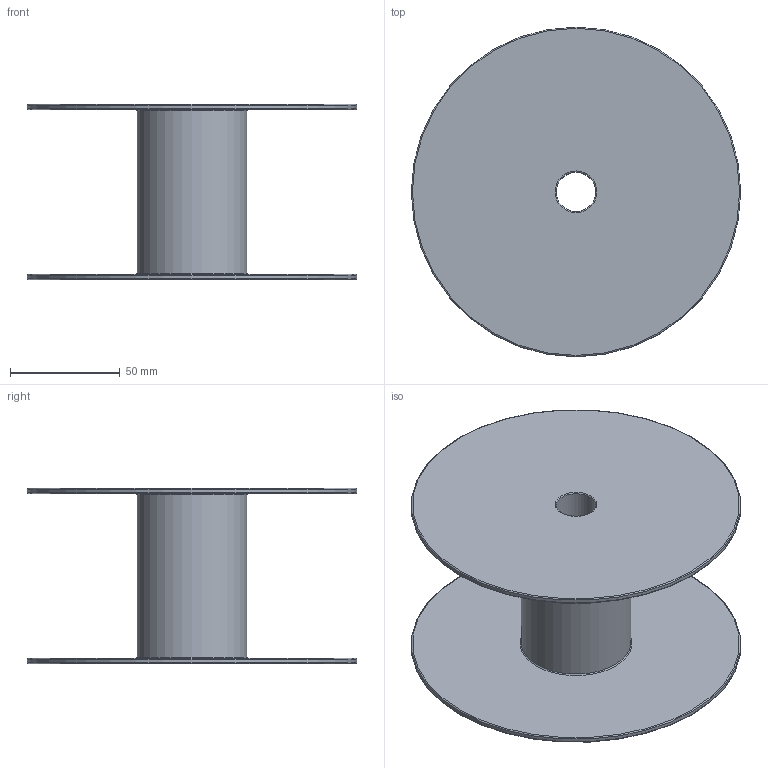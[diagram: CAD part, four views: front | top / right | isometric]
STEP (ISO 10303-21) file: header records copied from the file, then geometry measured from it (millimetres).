
FILE_DESCRIPTION(('HOOPS Exchange Step'),'2;1');
FILE_NAME('export-1FC21612-1567-4710-938D-0B5BDEB7C4D7.stp','2025-02-18T15:00:15+01:00',('Engineering'),('Alibre'),'HOOPS Exchange 2024.3','Alibre','Unknown authorisation');
FILE_SCHEMA( ('AP242_MANAGED_MODEL_BASED_3D_ENGINEERING_MIM_LF {1 0 10303 442 1 1 4 }') );
Length unit declared in the file: millimetre
Products named in the file (1): LAPP Wire spool DI=18mm DE=150mm W=80mm
Bounding box: 150 x 150 x 80 mm (x, y, z)
Volume: 215171.7 mm3; surface area: 84414.8 mm2
Topology: 1 solids, 1 shells, 16 faces, 41 edges, 29 vertices
Faces by surface type: torus 8, cylinder 4, plane 4
Full cylindrical faces by diameter (mm): 18 x1, 50 x1, 150 x2
Entity records: 556 total; most frequent: DIRECTION 114, CARTESIAN_POINT 88, ORIENTED_EDGE 82, AXIS2_PLACEMENT_3D 55, EDGE_CURVE 41, CIRCLE 37, VERTEX_POINT 29, EDGE_LOOP 20
